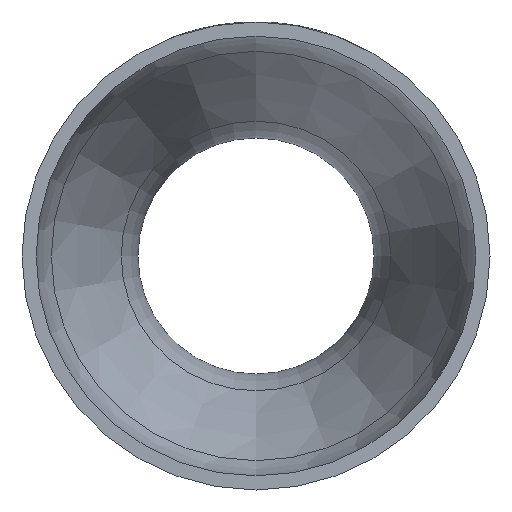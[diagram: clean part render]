
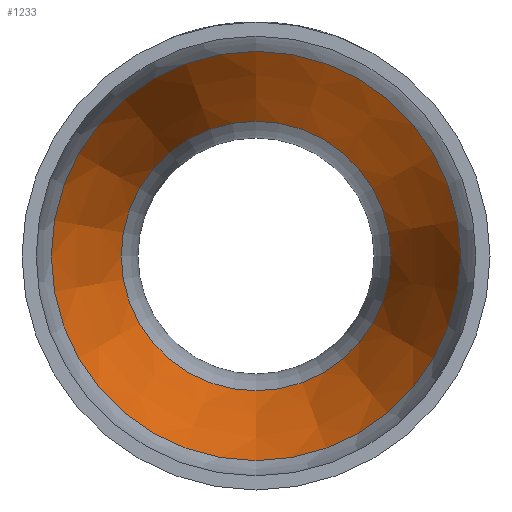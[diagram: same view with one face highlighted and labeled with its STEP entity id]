
A CAD part, front view. The second image highlights one B-rep face of the part: STEP entity #1233.
In plain terms, the highlighted conical face has half-angle 19.584 degrees and reference radius 33.28 mm.
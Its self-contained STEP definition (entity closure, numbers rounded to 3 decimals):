
#193 = DIRECTION ( 'NONE',  ( 0., -1., 0. ) ) ;
#1233 = ADVANCED_FACE ( 'NONE', ( #11397, #11877 ), #2788, .F. ) ;
#2788 = CONICAL_SURFACE ( 'NONE', #8525, 33.28, 0.342 ) ;
#4322 = CARTESIAN_POINT ( 'NONE',  ( 0., 28.313, 0. ) ) ;
#5631 = CARTESIAN_POINT ( 'NONE',  ( 0., 28.313, 0. ) ) ;
#6089 = EDGE_LOOP ( 'NONE', ( #8546 ) ) ;
#6550 = CARTESIAN_POINT ( 'NONE',  ( 0., 60.246, 0. ) ) ;
#6640 = DIRECTION ( 'NONE',  ( 0., -1., 0. ) ) ;
#6984 = CIRCLE ( 'NONE', #9874, 21.919 ) ;
#7557 = CARTESIAN_POINT ( 'NONE',  ( 0., 60.246, -21.919 ) ) ;
#7591 = DIRECTION ( 'NONE',  ( 0., -1., 0. ) ) ;
#8525 = AXIS2_PLACEMENT_3D ( 'NONE', #4322, #193, #9355 ) ;
#8546 = ORIENTED_EDGE ( 'NONE', *, *, #11642, .F. ) ;
#9005 = ORIENTED_EDGE ( 'NONE', *, *, #13010, .T. ) ;
#9355 = DIRECTION ( 'NONE',  ( 0., 0., -1. ) ) ;
#9583 = DIRECTION ( 'NONE',  ( 0., 0., -1. ) ) ;
#9822 = VERTEX_POINT ( 'NONE', #11604 ) ;
#9874 = AXIS2_PLACEMENT_3D ( 'NONE', #6550, #7591, #13062 ) ;
#11043 = EDGE_LOOP ( 'NONE', ( #9005 ) ) ;
#11262 = CIRCLE ( 'NONE', #11340, 33.28 ) ;
#11340 = AXIS2_PLACEMENT_3D ( 'NONE', #5631, #6640, #9583 ) ;
#11397 = FACE_BOUND ( 'NONE', #6089, .T. ) ;
#11604 = CARTESIAN_POINT ( 'NONE',  ( 0., 28.313, -33.28 ) ) ;
#11642 = EDGE_CURVE ( 'NONE', #12045, #12045, #6984, .T. ) ;
#11877 = FACE_OUTER_BOUND ( 'NONE', #11043, .T. ) ;
#12045 = VERTEX_POINT ( 'NONE', #7557 ) ;
#13010 = EDGE_CURVE ( 'NONE', #9822, #9822, #11262, .T. ) ;
#13062 = DIRECTION ( 'NONE',  ( 0., 0., -1. ) ) ;
